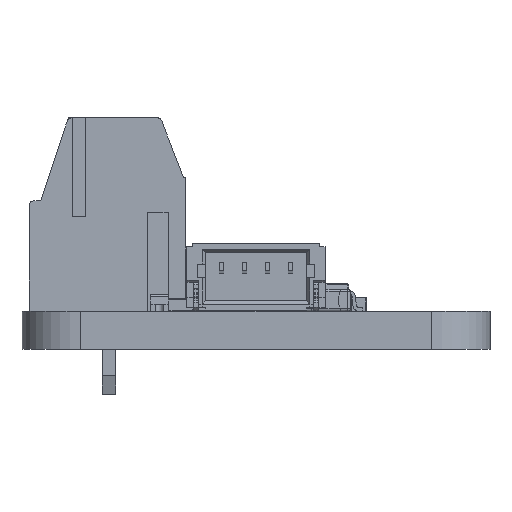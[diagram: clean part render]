
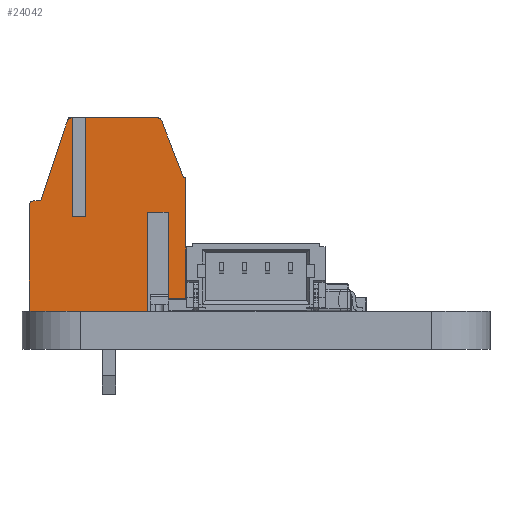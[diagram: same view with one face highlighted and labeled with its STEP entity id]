
A CAD part, left-side view. The second image highlights one B-rep face of the part: STEP entity #24042.
In plain terms, the highlighted face is planar.
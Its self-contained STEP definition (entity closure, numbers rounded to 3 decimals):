
#2355=PLANE('',#25586);
#3624=FACE_OUTER_BOUND('',#5014,.T.);
#5014=EDGE_LOOP('',(#22209,#22210,#22211,#22212,#22213,#22214,#22215,#22216,
#22217,#22218,#22219,#22220,#22221,#22222,#22223,#22224,#22225,#22226,#22227));
#7186=LINE('',#44969,#9445);
#7189=LINE('',#44975,#9448);
#7194=LINE('',#44984,#9453);
#7224=LINE('',#45057,#9483);
#7227=LINE('',#45063,#9486);
#7229=LINE('',#45066,#9488);
#7230=LINE('',#45069,#9489);
#7231=LINE('',#45071,#9490);
#7232=LINE('',#45073,#9491);
#7233=LINE('',#45075,#9492);
#7234=LINE('',#45078,#9493);
#7235=LINE('',#45080,#9494);
#7236=LINE('',#45084,#9495);
#7237=LINE('',#45086,#9496);
#7238=LINE('',#45090,#9497);
#7239=LINE('',#45091,#9498);
#9445=VECTOR('',#30376,10.);
#9448=VECTOR('',#30381,10.);
#9453=VECTOR('',#30390,10.);
#9483=VECTOR('',#30444,10.);
#9486=VECTOR('',#30449,10.);
#9488=VECTOR('',#30453,10.);
#9489=VECTOR('',#30456,10.);
#9490=VECTOR('',#30457,10.);
#9491=VECTOR('',#30458,10.);
#9492=VECTOR('',#30459,1000.);
#9493=VECTOR('',#30462,1000.);
#9494=VECTOR('',#30463,1000.);
#9495=VECTOR('',#30466,1000.);
#9496=VECTOR('',#30467,1000.);
#9497=VECTOR('',#30470,1000.);
#9498=VECTOR('',#30471,10.);
#9999=CIRCLE('',#25587,0.2);
#10000=CIRCLE('',#25588,0.2);
#10001=CIRCLE('',#25589,0.2);
#12149=VERTEX_POINT('',#44966);
#12150=VERTEX_POINT('',#44968);
#12151=VERTEX_POINT('',#44972);
#12154=VERTEX_POINT('',#44982);
#12184=VERTEX_POINT('',#45054);
#12185=VERTEX_POINT('',#45056);
#12186=VERTEX_POINT('',#45060);
#12187=VERTEX_POINT('',#45062);
#12188=VERTEX_POINT('',#45068);
#12189=VERTEX_POINT('',#45070);
#12190=VERTEX_POINT('',#45072);
#12191=VERTEX_POINT('',#45074);
#12192=VERTEX_POINT('',#45076);
#12193=VERTEX_POINT('',#45079);
#12194=VERTEX_POINT('',#45081);
#12195=VERTEX_POINT('',#45083);
#12196=VERTEX_POINT('',#45085);
#12197=VERTEX_POINT('',#45087);
#12198=VERTEX_POINT('',#45089);
#15504=EDGE_CURVE('',#12150,#12149,#7186,.T.);
#15507=EDGE_CURVE('',#12149,#12151,#7189,.T.);
#15512=EDGE_CURVE('',#12154,#12150,#7194,.T.);
#15547=EDGE_CURVE('',#12185,#12184,#7224,.T.);
#15550=EDGE_CURVE('',#12187,#12186,#7227,.T.);
#15552=EDGE_CURVE('',#12186,#12185,#7229,.T.);
#15553=EDGE_CURVE('',#12151,#12188,#7230,.T.);
#15554=EDGE_CURVE('',#12189,#12188,#7231,.T.);
#15555=EDGE_CURVE('',#12190,#12189,#7232,.T.);
#15556=EDGE_CURVE('',#12190,#12191,#7233,.T.);
#15557=EDGE_CURVE('',#12191,#12192,#9999,.T.);
#15558=EDGE_CURVE('',#12187,#12192,#7234,.T.);
#15559=EDGE_CURVE('',#12193,#12184,#7235,.T.);
#15560=EDGE_CURVE('',#12193,#12194,#10000,.T.);
#15561=EDGE_CURVE('',#12194,#12195,#7236,.T.);
#15562=EDGE_CURVE('',#12195,#12196,#7237,.T.);
#15563=EDGE_CURVE('',#12196,#12197,#10001,.T.);
#15564=EDGE_CURVE('',#12197,#12198,#7238,.T.);
#15565=EDGE_CURVE('',#12198,#12154,#7239,.T.);
#22209=ORIENTED_EDGE('',*,*,#15507,.T.);
#22210=ORIENTED_EDGE('',*,*,#15553,.T.);
#22211=ORIENTED_EDGE('',*,*,#15554,.F.);
#22212=ORIENTED_EDGE('',*,*,#15555,.F.);
#22213=ORIENTED_EDGE('',*,*,#15556,.T.);
#22214=ORIENTED_EDGE('',*,*,#15557,.T.);
#22215=ORIENTED_EDGE('',*,*,#15558,.F.);
#22216=ORIENTED_EDGE('',*,*,#15550,.T.);
#22217=ORIENTED_EDGE('',*,*,#15552,.T.);
#22218=ORIENTED_EDGE('',*,*,#15547,.T.);
#22219=ORIENTED_EDGE('',*,*,#15559,.F.);
#22220=ORIENTED_EDGE('',*,*,#15560,.T.);
#22221=ORIENTED_EDGE('',*,*,#15561,.T.);
#22222=ORIENTED_EDGE('',*,*,#15562,.T.);
#22223=ORIENTED_EDGE('',*,*,#15563,.T.);
#22224=ORIENTED_EDGE('',*,*,#15564,.T.);
#22225=ORIENTED_EDGE('',*,*,#15565,.T.);
#22226=ORIENTED_EDGE('',*,*,#15512,.T.);
#22227=ORIENTED_EDGE('',*,*,#15504,.T.);
#24042=ADVANCED_FACE('',(#3624),#2355,.F.);
#25586=AXIS2_PLACEMENT_3D('',#45067,#30454,#30455);
#25587=AXIS2_PLACEMENT_3D('',#45077,#30460,#30461);
#25588=AXIS2_PLACEMENT_3D('',#45082,#30464,#30465);
#25589=AXIS2_PLACEMENT_3D('',#45088,#30468,#30469);
#30376=DIRECTION('',(0.,1.,0.));
#30381=DIRECTION('',(0.,0.,-1.));
#30390=DIRECTION('',(0.,0.,1.));
#30444=DIRECTION('',(0.,0.,1.));
#30449=DIRECTION('',(0.,0.,-1.));
#30453=DIRECTION('',(0.,-1.,0.));
#30454=DIRECTION('center_axis',(-1.,0.,0.));
#30455=DIRECTION('ref_axis',(0.,-1.,0.));
#30456=DIRECTION('',(0.,1.,0.));
#30457=DIRECTION('',(0.,0.,-1.));
#30458=DIRECTION('',(0.,1.,0.));
#30459=DIRECTION('',(0.,-0.359,0.933));
#30460=DIRECTION('center_axis',(1.,0.,0.));
#30461=DIRECTION('ref_axis',(0.,-1.,0.));
#30462=DIRECTION('',(0.,1.,0.));
#30463=DIRECTION('',(0.,1.,0.));
#30464=DIRECTION('center_axis',(1.,0.,0.));
#30465=DIRECTION('ref_axis',(0.,-1.,0.));
#30466=DIRECTION('',(0.,-0.316,-0.949));
#30467=DIRECTION('',(0.,-1.,0.));
#30468=DIRECTION('center_axis',(1.,0.,0.));
#30469=DIRECTION('ref_axis',(0.,-1.,0.));
#30470=DIRECTION('',(0.,0.,-1.));
#30471=DIRECTION('',(0.,1.,0.));
#44966=CARTESIAN_POINT('',(3.75,2.151,4.5));
#44968=CARTESIAN_POINT('',(3.75,1.615,4.5));
#44969=CARTESIAN_POINT('',(3.75,-1.409,4.5));
#44972=CARTESIAN_POINT('',(3.75,2.151,0.2));
#44975=CARTESIAN_POINT('',(3.75,2.151,7.065));
#44982=CARTESIAN_POINT('',(3.75,1.615,0.2));
#44984=CARTESIAN_POINT('',(3.75,1.615,7.065));
#45054=CARTESIAN_POINT('',(3.75,-1.803,8.6));
#45056=CARTESIAN_POINT('',(3.75,-1.803,4.3));
#45057=CARTESIAN_POINT('',(3.75,-1.803,9.115));
#45060=CARTESIAN_POINT('',(3.75,-1.267,4.3));
#45062=CARTESIAN_POINT('',(3.75,-1.267,8.6));
#45063=CARTESIAN_POINT('',(3.75,-1.267,9.115));
#45066=CARTESIAN_POINT('',(3.75,-3.968,4.3));
#45067=CARTESIAN_POINT('Origin',(3.75,-3.7,8.6));
#45068=CARTESIAN_POINT('',(3.75,3.1,0.2));
#45069=CARTESIAN_POINT('',(3.75,3.,0.2));
#45070=CARTESIAN_POINT('',(3.75,3.1,6.));
#45071=CARTESIAN_POINT('',(3.75,3.1,6.5));
#45072=CARTESIAN_POINT('',(3.75,3.,6.));
#45073=CARTESIAN_POINT('',(3.75,3.,6.));
#45074=CARTESIAN_POINT('',(3.75,2.049,8.472));
#45075=CARTESIAN_POINT('',(3.75,2.,8.6));
#45076=CARTESIAN_POINT('',(3.75,1.863,8.6));
#45077=CARTESIAN_POINT('Origin',(3.75,1.863,8.4));
#45078=CARTESIAN_POINT('',(3.75,-3.7,8.6));
#45079=CARTESIAN_POINT('',(3.75,-1.856,8.6));
#45080=CARTESIAN_POINT('',(3.75,-3.7,8.6));
#45081=CARTESIAN_POINT('',(3.75,-2.046,8.463));
#45082=CARTESIAN_POINT('Origin',(3.75,-1.856,8.4));
#45083=CARTESIAN_POINT('',(3.75,-3.2,5.));
#45084=CARTESIAN_POINT('',(3.75,-2.,8.6));
#45085=CARTESIAN_POINT('',(3.75,-3.5,5.));
#45086=CARTESIAN_POINT('',(3.75,-3.2,5.));
#45087=CARTESIAN_POINT('',(3.75,-3.7,4.8));
#45088=CARTESIAN_POINT('Origin',(3.75,-3.5,4.8));
#45089=CARTESIAN_POINT('',(3.75,-3.7,0.2));
#45090=CARTESIAN_POINT('',(3.75,-3.7,8.6));
#45091=CARTESIAN_POINT('',(3.75,3.,0.2));
